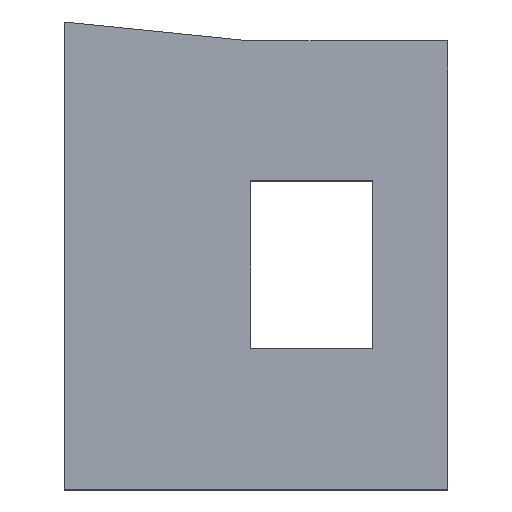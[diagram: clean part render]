
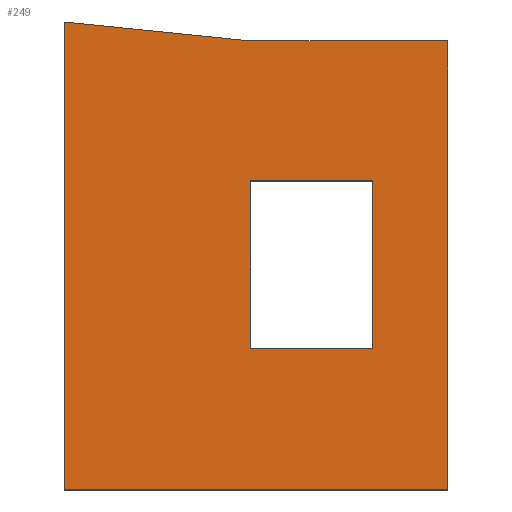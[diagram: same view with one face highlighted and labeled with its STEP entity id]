
A CAD part, top view. The second image highlights one B-rep face of the part: STEP entity #249.
In plain terms, the highlighted planar face has unit normal (0, 0, 1).
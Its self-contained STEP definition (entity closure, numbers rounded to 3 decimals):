
#3 = CARTESIAN_POINT ( 'NONE',  ( 17., 99.55, 1.5 ) ) ;
#4 = LINE ( 'NONE', #272, #543 ) ;
#8 = ORIENTED_EDGE ( 'NONE', *, *, #308, .T. ) ;
#9 = DIRECTION ( 'NONE',  ( 0., -1., 0. ) ) ;
#22 = DIRECTION ( 'NONE',  ( 0., 1., 0. ) ) ;
#37 = ORIENTED_EDGE ( 'NONE', *, *, #39, .T. ) ;
#39 = EDGE_CURVE ( 'NONE', #531, #125, #442, .T. ) ;
#46 = VECTOR ( 'NONE', #499, 1000. ) ;
#75 = EDGE_CURVE ( 'NONE', #277, #496, #466, .T. ) ;
#86 = ORIENTED_EDGE ( 'NONE', *, *, #75, .T. ) ;
#88 = AXIS2_PLACEMENT_3D ( 'NONE', #206, #557, #306 ) ;
#99 = VECTOR ( 'NONE', #113, 1000. ) ;
#112 = CARTESIAN_POINT ( 'NONE',  ( 0., 97.75, 1.5 ) ) ;
#113 = DIRECTION ( 'NONE',  ( -1., 0., 0. ) ) ;
#115 = PLANE ( 'NONE',  #88 ) ;
#117 = FACE_OUTER_BOUND ( 'NONE', #293, .T. ) ;
#120 = CARTESIAN_POINT ( 'NONE',  ( 20.28, 99.55, 1.5 ) ) ;
#125 = VERTEX_POINT ( 'NONE', #559 ) ;
#130 = VECTOR ( 'NONE', #623, 1000. ) ;
#144 = EDGE_LOOP ( 'NONE', ( #192, #225, #492, #37 ) ) ;
#167 = CARTESIAN_POINT ( 'NONE',  ( 12., 102.008, 1.5 ) ) ;
#170 = DIRECTION ( 'NONE',  ( 0., 1., 0. ) ) ;
#175 = CARTESIAN_POINT ( 'NONE',  ( 22.28, 101.5, 1.5 ) ) ;
#192 = ORIENTED_EDGE ( 'NONE', *, *, #329, .F. ) ;
#206 = CARTESIAN_POINT ( 'NONE',  ( 0., 0., 1.5 ) ) ;
#217 = LINE ( 'NONE', #507, #602 ) ;
#218 = CARTESIAN_POINT ( 'NONE',  ( 12., 89.45, 1.5 ) ) ;
#225 = ORIENTED_EDGE ( 'NONE', *, *, #403, .F. ) ;
#228 = CARTESIAN_POINT ( 'NONE',  ( 17., 101.5, 1.5 ) ) ;
#249 = ADVANCED_FACE ( 'NONE', ( #544, #117 ), #115, .T. ) ;
#255 = EDGE_CURVE ( 'NONE', #377, #512, #523, .T. ) ;
#269 = LINE ( 'NONE', #3, #558 ) ;
#270 = EDGE_CURVE ( 'NONE', #531, #302, #269, .T. ) ;
#272 = CARTESIAN_POINT ( 'NONE',  ( 0., 93.25, 1.5 ) ) ;
#275 = CARTESIAN_POINT ( 'NONE',  ( 20.28, 93.25, 1.5 ) ) ;
#277 = VERTEX_POINT ( 'NONE', #298 ) ;
#278 = CARTESIAN_POINT ( 'NONE',  ( 17., 97.75, 1.5 ) ) ;
#289 = EDGE_CURVE ( 'NONE', #367, #377, #217, .T. ) ;
#293 = EDGE_LOOP ( 'NONE', ( #597, #309, #519, #8, #86 ) ) ;
#295 = LINE ( 'NONE', #167, #462 ) ;
#298 = CARTESIAN_POINT ( 'NONE',  ( 12., 102.008, 1.5 ) ) ;
#302 = VERTEX_POINT ( 'NONE', #598 ) ;
#306 = DIRECTION ( 'NONE',  ( 1., 0., 0. ) ) ;
#308 = EDGE_CURVE ( 'NONE', #512, #277, #295, .T. ) ;
#309 = ORIENTED_EDGE ( 'NONE', *, *, #289, .T. ) ;
#329 = EDGE_CURVE ( 'NONE', #435, #125, #460, .T. ) ;
#367 = VERTEX_POINT ( 'NONE', #425 ) ;
#370 = VECTOR ( 'NONE', #170, 1000. ) ;
#377 = VERTEX_POINT ( 'NONE', #175 ) ;
#379 = EDGE_CURVE ( 'NONE', #496, #367, #625, .T. ) ;
#394 = DIRECTION ( 'NONE',  ( 1., 0., 0. ) ) ;
#403 = EDGE_CURVE ( 'NONE', #302, #435, #4, .T. ) ;
#425 = CARTESIAN_POINT ( 'NONE',  ( 22.28, 89.45, 1.5 ) ) ;
#435 = VERTEX_POINT ( 'NONE', #275 ) ;
#442 = LINE ( 'NONE', #112, #592 ) ;
#460 = LINE ( 'NONE', #120, #370 ) ;
#462 = VECTOR ( 'NONE', #510, 1000. ) ;
#466 = LINE ( 'NONE', #620, #46 ) ;
#492 = ORIENTED_EDGE ( 'NONE', *, *, #270, .F. ) ;
#496 = VERTEX_POINT ( 'NONE', #527 ) ;
#499 = DIRECTION ( 'NONE',  ( 0., -1., 0. ) ) ;
#504 = CARTESIAN_POINT ( 'NONE',  ( 17., 101.5, 1.5 ) ) ;
#507 = CARTESIAN_POINT ( 'NONE',  ( 22.28, 89.45, 1.5 ) ) ;
#510 = DIRECTION ( 'NONE',  ( -0.995, 0.101, 0. ) ) ;
#512 = VERTEX_POINT ( 'NONE', #228 ) ;
#519 = ORIENTED_EDGE ( 'NONE', *, *, #255, .T. ) ;
#523 = LINE ( 'NONE', #504, #99 ) ;
#527 = CARTESIAN_POINT ( 'NONE',  ( 12., 89.45, 1.5 ) ) ;
#531 = VERTEX_POINT ( 'NONE', #278 ) ;
#543 = VECTOR ( 'NONE', #576, 1000. ) ;
#544 = FACE_BOUND ( 'NONE', #144, .T. ) ;
#557 = DIRECTION ( 'NONE',  ( 0., 0., 1. ) ) ;
#558 = VECTOR ( 'NONE', #9, 1000. ) ;
#559 = CARTESIAN_POINT ( 'NONE',  ( 20.28, 97.75, 1.5 ) ) ;
#576 = DIRECTION ( 'NONE',  ( 1., 0., 0. ) ) ;
#592 = VECTOR ( 'NONE', #394, 1000. ) ;
#597 = ORIENTED_EDGE ( 'NONE', *, *, #379, .T. ) ;
#598 = CARTESIAN_POINT ( 'NONE',  ( 17., 93.25, 1.5 ) ) ;
#602 = VECTOR ( 'NONE', #22, 1000. ) ;
#620 = CARTESIAN_POINT ( 'NONE',  ( 12., 89.45, 1.5 ) ) ;
#623 = DIRECTION ( 'NONE',  ( 1., 0., 0. ) ) ;
#625 = LINE ( 'NONE', #218, #130 ) ;
